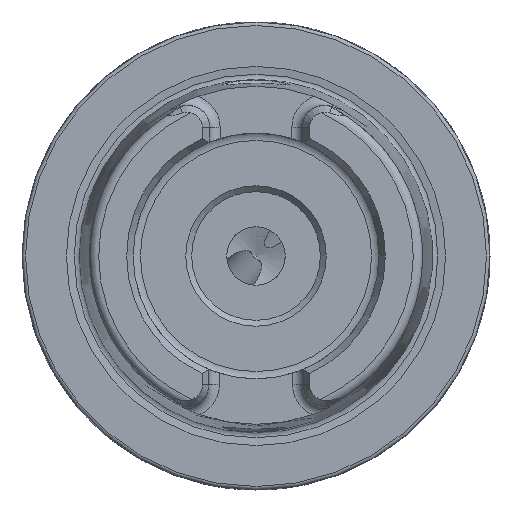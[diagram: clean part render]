
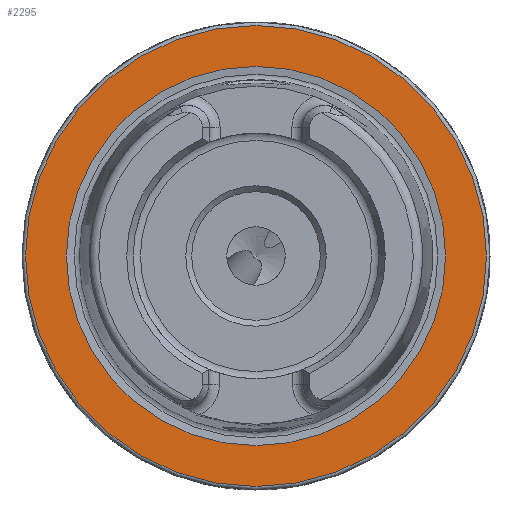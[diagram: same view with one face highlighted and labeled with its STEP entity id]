
A CAD part, left-side view. The second image highlights one B-rep face of the part: STEP entity #2295.
In plain terms, the highlighted planar face has unit normal (-1, 0, 0).
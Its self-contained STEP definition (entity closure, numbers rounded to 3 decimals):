
#1125 = EDGE_CURVE ( 'NONE', #1671, #1671, #3551, .T. ) ;
#1235 = CARTESIAN_POINT ( 'NONE',  ( 0., 0., 16.207 ) ) ;
#1350 = DIRECTION ( 'NONE',  ( 1., 0., 0. ) ) ;
#1671 = VERTEX_POINT ( 'NONE', #1235 ) ;
#2155 = AXIS2_PLACEMENT_3D ( 'NONE', #10888, #1350, #4756 ) ;
#2295 = ADVANCED_FACE ( 'NONE', ( #6001, #9026 ), #8299, .F. ) ;
#2395 = AXIS2_PLACEMENT_3D ( 'NONE', #5411, #6289, #7201 ) ;
#2597 = AXIS2_PLACEMENT_3D ( 'NONE', #6679, #9239, #3132 ) ;
#2767 = EDGE_LOOP ( 'NONE', ( #7788 ) ) ;
#3132 = DIRECTION ( 'NONE',  ( 0., 0., 1. ) ) ;
#3551 = CIRCLE ( 'NONE', #2395, 16.207 ) ;
#3640 = ORIENTED_EDGE ( 'NONE', *, *, #4104, .T. ) ;
#4104 = EDGE_CURVE ( 'NONE', #4520, #4520, #8159, .T. ) ;
#4520 = VERTEX_POINT ( 'NONE', #8265 ) ;
#4756 = DIRECTION ( 'NONE',  ( 0., 0., -1. ) ) ;
#5411 = CARTESIAN_POINT ( 'NONE',  ( 0., 0., 0. ) ) ;
#6001 = FACE_BOUND ( 'NONE', #2767, .T. ) ;
#6289 = DIRECTION ( 'NONE',  ( -1., 0., 0. ) ) ;
#6679 = CARTESIAN_POINT ( 'NONE',  ( 0., 0., 0. ) ) ;
#7201 = DIRECTION ( 'NONE',  ( 0., 0., 1. ) ) ;
#7788 = ORIENTED_EDGE ( 'NONE', *, *, #1125, .F. ) ;
#8159 = CIRCLE ( 'NONE', #2597, 19.7 ) ;
#8265 = CARTESIAN_POINT ( 'NONE',  ( 0., 0., 19.7 ) ) ;
#8299 = PLANE ( 'NONE',  #2155 ) ;
#9026 = FACE_OUTER_BOUND ( 'NONE', #11161, .T. ) ;
#9239 = DIRECTION ( 'NONE',  ( -1., 0., 0. ) ) ;
#10888 = CARTESIAN_POINT ( 'NONE',  ( 0., 19.7, 0. ) ) ;
#11161 = EDGE_LOOP ( 'NONE', ( #3640 ) ) ;
